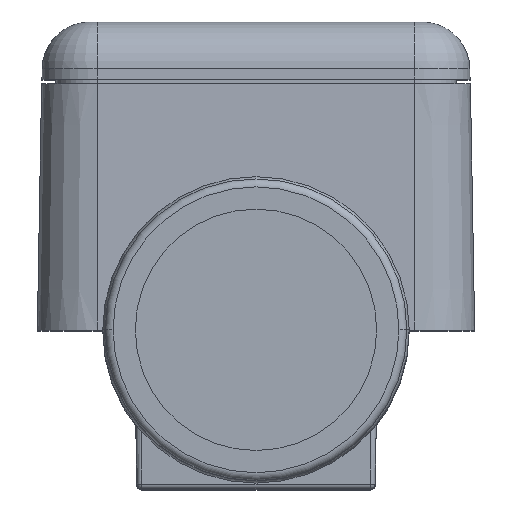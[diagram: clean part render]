
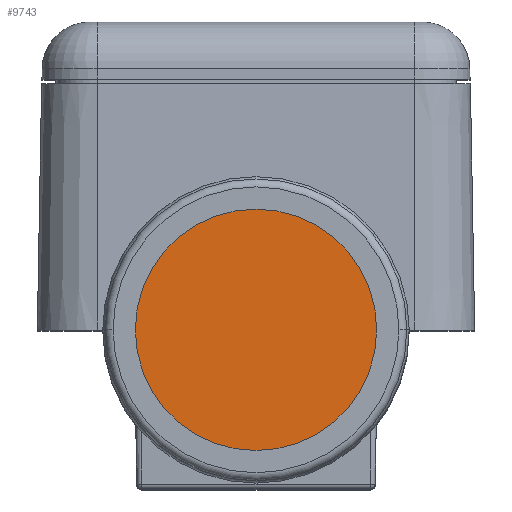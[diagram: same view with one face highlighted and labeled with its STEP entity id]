
A CAD part, top view. The second image highlights one B-rep face of the part: STEP entity #9743.
In plain terms, the highlighted planar face has unit normal (0, 0, 1).
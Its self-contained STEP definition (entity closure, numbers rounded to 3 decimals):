
#377 = DIRECTION ( 'NONE',  ( 1., 0., 0. ) ) ;
#1324 = DIRECTION ( 'NONE',  ( 1., 0., 0. ) ) ;
#1628 = VERTEX_POINT ( 'NONE', #12595 ) ;
#2731 = DIRECTION ( 'NONE',  ( 0., 0., 1. ) ) ;
#2824 = AXIS2_PLACEMENT_3D ( 'NONE', #9439, #2731, #1324 ) ;
#2916 = FACE_OUTER_BOUND ( 'NONE', #14280, .T. ) ;
#5589 = DIRECTION ( 'NONE',  ( 0., 0., 1. ) ) ;
#6040 = ORIENTED_EDGE ( 'NONE', *, *, #16550, .T. ) ;
#6953 = CIRCLE ( 'NONE', #14256, 7.6 ) ;
#7412 = AXIS2_PLACEMENT_3D ( 'NONE', #10005, #5589, #377 ) ;
#7437 = CARTESIAN_POINT ( 'NONE',  ( -7.6, 0., 28.5 ) ) ;
#7931 = VERTEX_POINT ( 'NONE', #7437 ) ;
#8021 = EDGE_CURVE ( 'NONE', #7931, #1628, #6953, .T. ) ;
#8915 = DIRECTION ( 'NONE',  ( 0., 0., 1. ) ) ;
#9439 = CARTESIAN_POINT ( 'NONE',  ( 0., 0., 28.5 ) ) ;
#9743 = ADVANCED_FACE ( 'NONE', ( #2916 ), #10863, .T. ) ;
#10005 = CARTESIAN_POINT ( 'NONE',  ( 0., 0., 28.5 ) ) ;
#10085 = DIRECTION ( 'NONE',  ( 1., 0., 0. ) ) ;
#10863 = PLANE ( 'NONE',  #2824 ) ;
#12595 = CARTESIAN_POINT ( 'NONE',  ( 7.6, 0., 28.5 ) ) ;
#13958 = ORIENTED_EDGE ( 'NONE', *, *, #8021, .T. ) ;
#14256 = AXIS2_PLACEMENT_3D ( 'NONE', #16688, #8915, #10085 ) ;
#14280 = EDGE_LOOP ( 'NONE', ( #6040, #13958 ) ) ;
#16550 = EDGE_CURVE ( 'NONE', #1628, #7931, #17188, .T. ) ;
#16688 = CARTESIAN_POINT ( 'NONE',  ( 0., 0., 28.5 ) ) ;
#17188 = CIRCLE ( 'NONE', #7412, 7.6 ) ;
